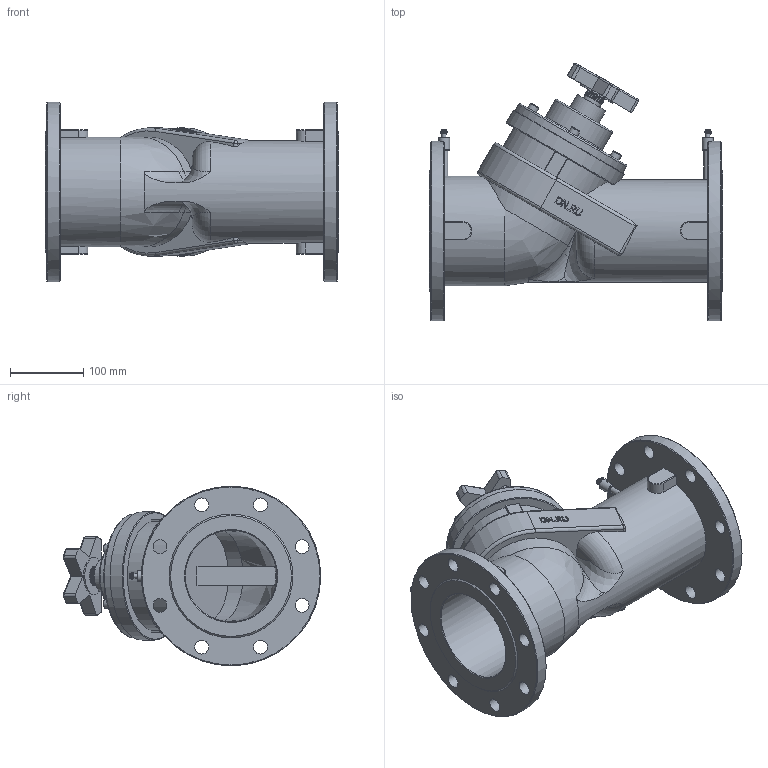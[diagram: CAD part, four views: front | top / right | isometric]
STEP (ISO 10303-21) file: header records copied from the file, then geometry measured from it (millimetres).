
FILE_DESCRIPTION(/* description */ (''),/* implementation_level */ '2;1');
FILE_NAME(/* name */ 'DN125_3D_STEP.stp',/* time_stamp */ '2024-03-03T22:26:09+03:00',/* author */ ('igorr'),/* organization */ (''),/* preprocessor_version */ 'ST-DEVELOPER v19.2',/* originating_system */ 'Autodesk Inventor 2023',/* authorisation */ '');
FILE_SCHEMA (('AUTOMOTIVE_DESIGN { 1 0 10303 214 3 1 1 }'));
Length unit declared in the file: millimetre
Products named in the file (4): Сборка; Деталь1; Деталь2; AS 1420 - 1973 - M8 x 16
Assembly tree (8 placements, depth 2):
  Сборка
    Деталь1
    Деталь2
    AS 1420 - 1973 - M8 x 16  x6
Bounding box: 400 x 351.6 x 245 mm (x, y, z)
Volume: 5771088.9 mm3; surface area: 676002.3 mm2
Topology: 8 solids, 10 shells, 1738 faces, 4366 edges, 2685 vertices
Faces by surface type: plane 1249, cylinder 348, bspline 61, torus 55, cone 23, sphere 2
Full cylindrical faces by diameter (mm): 6 x2, 7.5 x2, 8 x6, 8.348 x2, 10 x6, 13 x6, 15 x2, 19 x16, 25 x1, 27 x2, 45 x1, 50 x1, 90 x1, 100 x1, 125 x2, 140 x1, 150 x1, 170 x1, 175 x1, 245 x2
Entity records: 52485 total; most frequent: CARTESIAN_POINT 11049, ORIENTED_EDGE 8362, DIRECTION 8251, EDGE_CURVE 4181, AXIS2_PLACEMENT_3D 2823, LINE 2605, VECTOR 2605, VERTEX_POINT 2565
